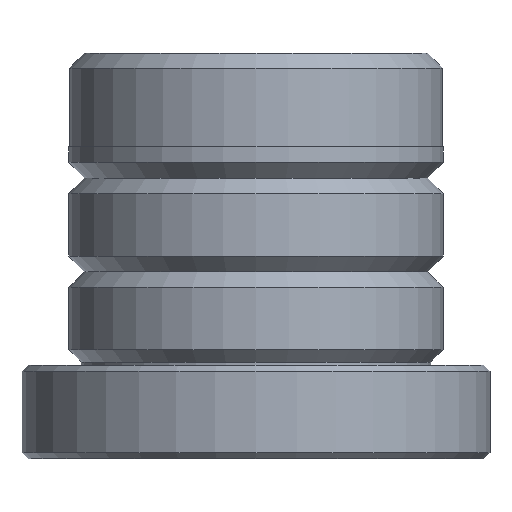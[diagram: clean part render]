
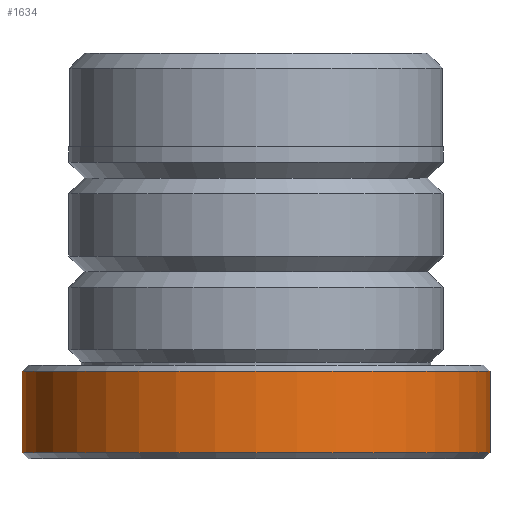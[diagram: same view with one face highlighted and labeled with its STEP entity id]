
A CAD part, front view. The second image highlights one B-rep face of the part: STEP entity #1634.
In plain terms, the highlighted cylindrical face has radius 7.5 mm (diameter 15 mm), a partial arc.
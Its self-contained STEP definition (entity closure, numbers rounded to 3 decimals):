
#33 = LINE ( 'NONE', #660, #76 ) ;
#76 = VECTOR ( 'NONE', #1641, 1000. ) ;
#139 = VERTEX_POINT ( 'NONE', #634 ) ;
#445 = CARTESIAN_POINT ( 'NONE',  ( 0., 0., 0. ) ) ;
#450 = AXIS2_PLACEMENT_3D ( 'NONE', #573, #1707, #728 ) ;
#573 = CARTESIAN_POINT ( 'NONE',  ( 0., 0., 0.2 ) ) ;
#593 = EDGE_CURVE ( 'NONE', #709, #1108, #841, .T. ) ;
#634 = CARTESIAN_POINT ( 'NONE',  ( 7.5, 0., 0.2 ) ) ;
#649 = EDGE_LOOP ( 'NONE', ( #731, #1025, #1784, #1863 ) ) ;
#660 = CARTESIAN_POINT ( 'NONE',  ( -7.5, 0., 0. ) ) ;
#675 = FACE_OUTER_BOUND ( 'NONE', #649, .T. ) ;
#709 = VERTEX_POINT ( 'NONE', #1883 ) ;
#728 = DIRECTION ( 'NONE',  ( 1., 0., 0. ) ) ;
#731 = ORIENTED_EDGE ( 'NONE', *, *, #818, .F. ) ;
#751 = CARTESIAN_POINT ( 'NONE',  ( 0., 0., 2.8 ) ) ;
#815 = LINE ( 'NONE', #1920, #861 ) ;
#818 = EDGE_CURVE ( 'NONE', #709, #139, #815, .T. ) ;
#841 = CIRCLE ( 'NONE', #1968, 7.5 ) ;
#861 = VECTOR ( 'NONE', #949, 1000. ) ;
#902 = CARTESIAN_POINT ( 'NONE',  ( -7.5, 0., 0.2 ) ) ;
#918 = DIRECTION ( 'NONE',  ( -1., 0., 0. ) ) ;
#938 = VERTEX_POINT ( 'NONE', #902 ) ;
#939 = CIRCLE ( 'NONE', #450, 7.5 ) ;
#949 = DIRECTION ( 'NONE',  ( 0., 0., -1. ) ) ;
#953 = DIRECTION ( 'NONE',  ( 0., 0., -1. ) ) ;
#1025 = ORIENTED_EDGE ( 'NONE', *, *, #593, .T. ) ;
#1108 = VERTEX_POINT ( 'NONE', #1120 ) ;
#1120 = CARTESIAN_POINT ( 'NONE',  ( -7.5, 0., 2.8 ) ) ;
#1485 = EDGE_CURVE ( 'NONE', #938, #139, #939, .T. ) ;
#1526 = AXIS2_PLACEMENT_3D ( 'NONE', #445, #953, #1735 ) ;
#1634 = ADVANCED_FACE ( 'NONE', ( #675 ), #1930, .T. ) ;
#1641 = DIRECTION ( 'NONE',  ( 0., 0., -1. ) ) ;
#1707 = DIRECTION ( 'NONE',  ( 0., 0., 1. ) ) ;
#1735 = DIRECTION ( 'NONE',  ( -1., 0., 0. ) ) ;
#1784 = ORIENTED_EDGE ( 'NONE', *, *, #1809, .T. ) ;
#1809 = EDGE_CURVE ( 'NONE', #1108, #938, #33, .T. ) ;
#1863 = ORIENTED_EDGE ( 'NONE', *, *, #1485, .T. ) ;
#1883 = CARTESIAN_POINT ( 'NONE',  ( 7.5, 0., 2.8 ) ) ;
#1889 = DIRECTION ( 'NONE',  ( 0., 0., -1. ) ) ;
#1920 = CARTESIAN_POINT ( 'NONE',  ( 7.5, 0., 0. ) ) ;
#1930 = CYLINDRICAL_SURFACE ( 'NONE', #1526, 7.5 ) ;
#1968 = AXIS2_PLACEMENT_3D ( 'NONE', #751, #1889, #918 ) ;
